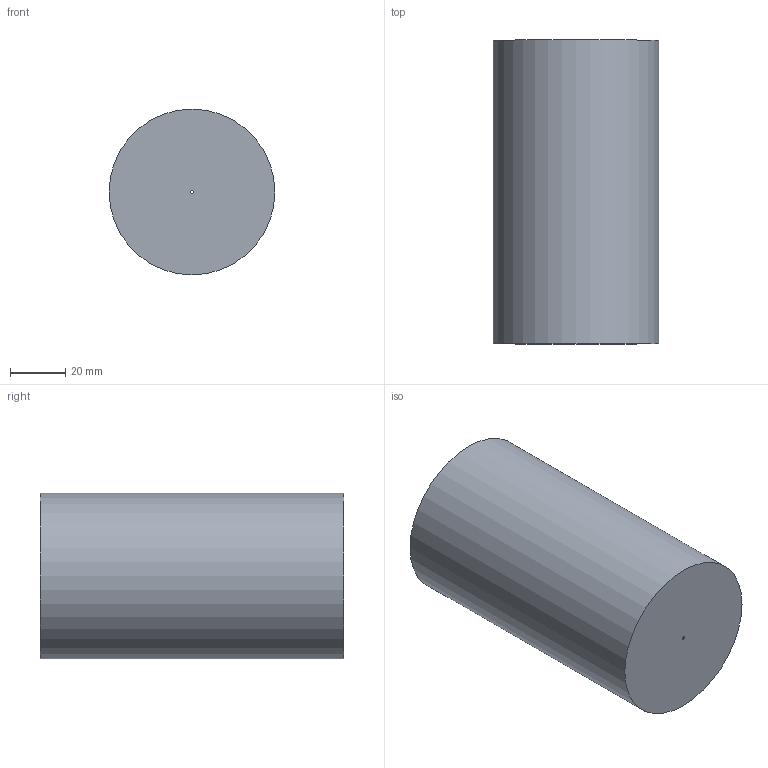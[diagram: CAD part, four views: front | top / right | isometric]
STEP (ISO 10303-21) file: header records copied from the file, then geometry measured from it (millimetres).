
FILE_DESCRIPTION(/* description */ (''),/* implementation_level */ '2;1');
FILE_NAME(/* name */ 'Collimator.step',/* time_stamp */ '2017-02-06T16:42:37+01:00',/* author */ (''),/* organization */ (''),/* preprocessor_version */ 'ST-DEVELOPER v16.5',/* originating_system */ 'Autodesk Translation Framework v5.2.0.2920',/* authorisation */ '');
FILE_SCHEMA (('AUTOMOTIVE_DESIGN { 1 0 10303 214 3 1 1 }'));
Length unit declared in the file: millimetre
Products named in the file (2): Collimator v2; Collimator
Assembly tree (1 placements, depth 2):
  Collimator v2
    Collimator
Bounding box: 60 x 110 x 60 mm (x, y, z)
Volume: 295680.4 mm3; surface area: 29780.7 mm2
Topology: 1 solids, 1 shells, 18 faces, 27 edges, 18 vertices
Faces by surface type: plane 9, cylinder 9
Full cylindrical faces by diameter (mm): 1 x1, 4.2 x2, 6.2 x4, 40 x1, 60 x1
Entity records: 410 total; most frequent: DIRECTION 78, CARTESIAN_POINT 57, AXIS2_PLACEMENT_3D 39, EDGE_LOOP 36, ORIENTED_EDGE 36, FACE_BOUND 18, FACE_OUTER_BOUND 18, CIRCLE 18
